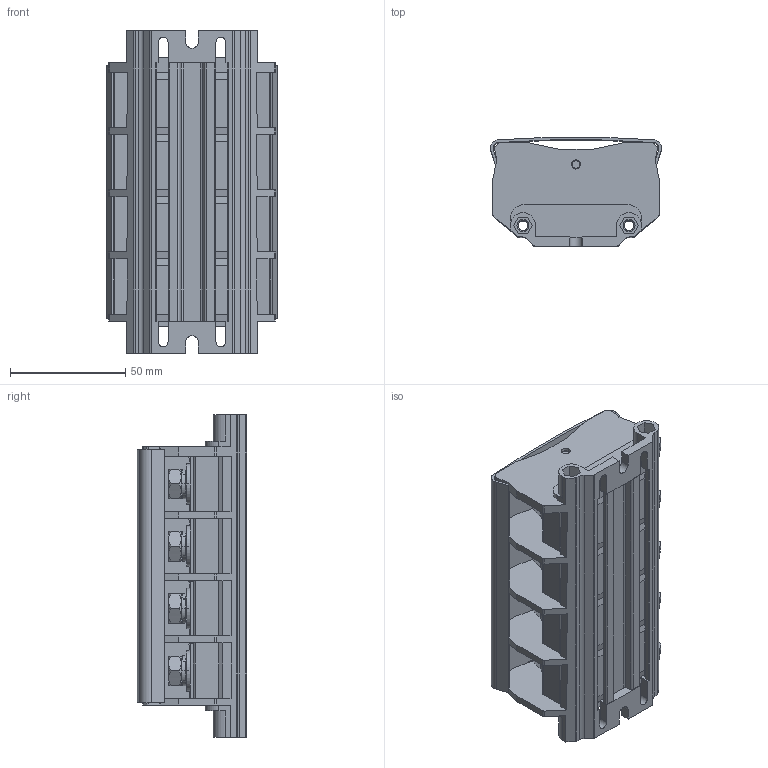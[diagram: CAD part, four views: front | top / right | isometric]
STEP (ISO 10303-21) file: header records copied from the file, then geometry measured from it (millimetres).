
FILE_DESCRIPTION((''),'2;1');
FILE_NAME('UTD-150I_4_6_ASM','2024-07-03T',('dell'),(''),'PRO/ENGINEER BY PARAMETRIC TECHNOLOGY CORPORATION, 2013230','PRO/ENGINEER BY PARAMETRIC TECHNOLOGY CORPORATION, 2013230','');
FILE_SCHEMA(('AUTOMOTIVE_DESIGN { 1 0 10303 214 1 1 1 1 }'));
Products named in the file (1): UTD-150I_4_6_ASM
Bounding box: 74.15 x 47.29 x 140 mm (x, y, z)
Volume: 150310.1 mm3; surface area: 192819.3 mm2
Topology: 7 solids, 24 shells, 2115 faces, 6065 edges, 3922 vertices
Faces by surface type: plane 1019, cylinder 596, cone 194, bspline 144, torus 122, sphere 40
Entity records: 79609 total; most frequent: CARTESIAN_POINT 24891, ORIENTED_EDGE 11986, DIRECTION 10872, EDGE_CURVE 5993, VERTEX_POINT 3922, AXIS2_PLACEMENT_3D 3720, VECTOR 3432, LINE 3432
